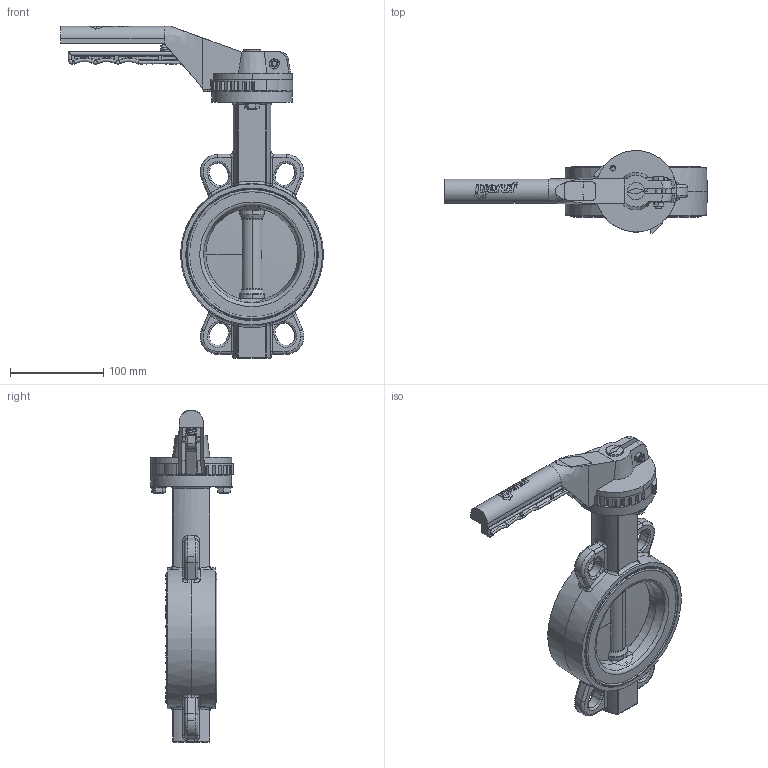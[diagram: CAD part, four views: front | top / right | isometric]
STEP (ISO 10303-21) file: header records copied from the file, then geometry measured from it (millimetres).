
FILE_DESCRIPTION(('HOOPS Exchange Step'),'2;1');
FILE_NAME('AK0810_DN100_Handhebel.stp','2025-08-07T13:24:29+02:00',('nieru'),('Unknown organisation'),'HOOPS Exchange 2024.2','HOOPS Exchange','Unknown authorisation');
FILE_SCHEMA( ('AP203_CONFIGURATION_CONTROLLED_3D_DESIGN_OF_MECHANICAL_PARTS_AND_ASSEMBLIES_MIM_LF') );
Length unit declared in the file: millimetre
Products named in the file (2): 0; root
Assembly tree (1 placements, depth 2):
  root
    0
Bounding box: 281.5 x 89.5 x 355.5 mm (x, y, z)
Volume: 1063771.4 mm3; surface area: 322814 mm2
Topology: 20 solids, 22 shells, 1683 faces, 4348 edges, 2724 vertices
Faces by surface type: plane 601, cylinder 513, torus 267, bspline 176, cone 107, sphere 19
Full cylindrical faces by diameter (mm): 4.7 x2, 6 x4, 6.2 x4, 7 x4, 7.4 x1, 8 x2, 8.5 x4, 9 x6, 10 x1, 10.2 x4, 13 x2, 13.1 x2, 14.8 x1, 15.3 x1, 15.5 x1, 15.75 x1, 16 x4, 16.028 x1, 17 x3, 17.2 x1, 17.5 x1, 17.999 x1, 18 x3, 18.5 x1, 24 x1, 30 x1, 55 x1, 86.3 x1, 112 x2, 140 x4
Entity records: 115143 total; most frequent: CARTESIAN_POINT 76873, ORIENTED_EDGE 8658, DIRECTION 6993, EDGE_CURVE 4329, VERTEX_POINT 2724, AXIS2_PLACEMENT_3D 2683, EDGE_LOOP 1817, FACE_BOUND 1817
